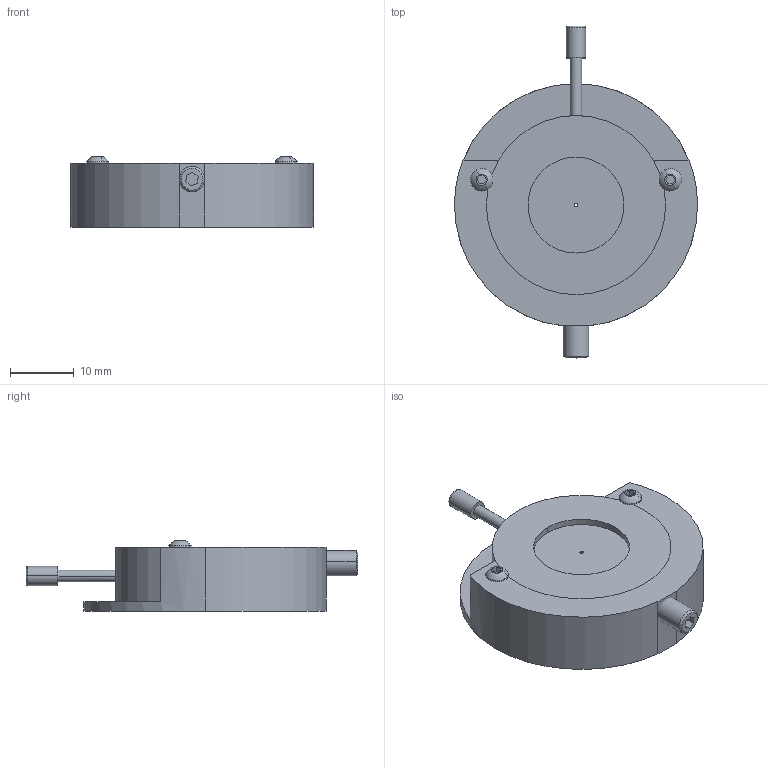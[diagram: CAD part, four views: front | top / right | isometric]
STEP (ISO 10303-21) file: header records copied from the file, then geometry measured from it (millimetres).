
FILE_DESCRIPTION (( 'STEP AP214' ), '1' );
FILE_NAME ('ID0515E.STEP', '2024-10-11T04:26:20', ( '' ), ( '' ), 'SwSTEP 2.0', 'SolidWorks 2024', '' );
FILE_SCHEMA (( 'AUTOMOTIVE_DESIGN' ));
Length unit declared in the file: millimetre
Products named in the file (1): ID0515E
Bounding box: 38 x 51.89 x 11 mm (x, y, z)
Volume: 7986.2 mm3; surface area: 5638.4 mm2
Topology: 5 solids, 5 shells, 92 faces, 205 edges, 130 vertices
Faces by surface type: plane 43, cylinder 35, cone 8, sphere 4, torus 2
Entity records: 2630 total; most frequent: DIRECTION 471, CARTESIAN_POINT 458, ORIENTED_EDGE 402, EDGE_CURVE 201, AXIS2_PLACEMENT_3D 181, VERTEX_POINT 130, VECTOR 109, LINE 109
